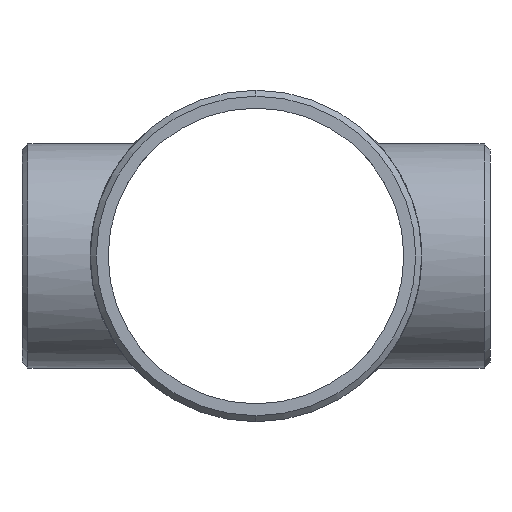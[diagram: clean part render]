
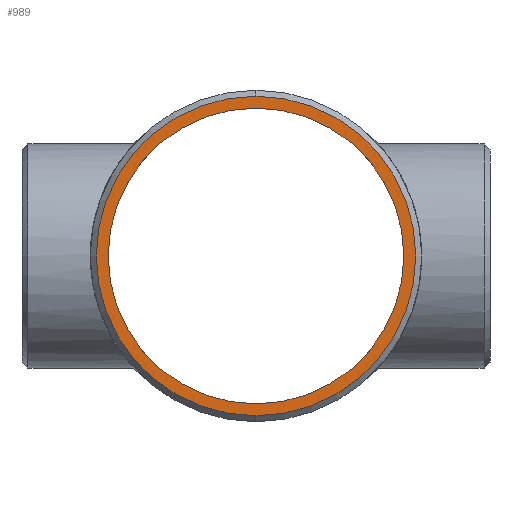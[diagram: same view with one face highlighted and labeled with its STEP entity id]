
A CAD part, left-side view. The second image highlights one B-rep face of the part: STEP entity #989.
In plain terms, the highlighted planar face has unit normal (-1, 0, 0).
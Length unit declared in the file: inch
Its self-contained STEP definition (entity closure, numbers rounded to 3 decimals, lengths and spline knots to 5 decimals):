
#8 = CARTESIAN_POINT ( 'NONE',  ( -10., 0., -5.687 ) ) ;
#134 = DIRECTION ( 'NONE',  ( 0., 0., 1. ) ) ;
#146 = CARTESIAN_POINT ( 'NONE',  ( -10., 0., 0. ) ) ;
#162 = AXIS2_PLACEMENT_3D ( 'NONE', #672, #1019, #222 ) ;
#222 = DIRECTION ( 'NONE',  ( 0., 0., 1. ) ) ;
#320 = EDGE_LOOP ( 'NONE', ( #999, #889 ) ) ;
#359 = DIRECTION ( 'NONE',  ( 1., 0., 0. ) ) ;
#377 = CIRCLE ( 'NONE', #162, 6.14567 ) ;
#388 = EDGE_CURVE ( 'NONE', #1008, #1488, #377, .T. ) ;
#470 = EDGE_LOOP ( 'NONE', ( #1364, #1386 ) ) ;
#483 = FACE_BOUND ( 'NONE', #470, .T. ) ;
#485 = DIRECTION ( 'NONE',  ( -1., 0., 0. ) ) ;
#530 = AXIS2_PLACEMENT_3D ( 'NONE', #839, #485, #953 ) ;
#538 = FACE_OUTER_BOUND ( 'NONE', #320, .T. ) ;
#555 = CARTESIAN_POINT ( 'NONE',  ( -10., 0., -6.14567 ) ) ;
#672 = CARTESIAN_POINT ( 'NONE',  ( -10., 0., 0. ) ) ;
#680 = EDGE_CURVE ( 'NONE', #1468, #901, #739, .T. ) ;
#739 = CIRCLE ( 'NONE', #1078, 5.687 ) ;
#826 = CARTESIAN_POINT ( 'NONE',  ( -10., 0., 0. ) ) ;
#839 = CARTESIAN_POINT ( 'NONE',  ( -10., 0., 0. ) ) ;
#843 = PLANE ( 'NONE',  #848 ) ;
#848 = AXIS2_PLACEMENT_3D ( 'NONE', #146, #1312, #1428 ) ;
#877 = CIRCLE ( 'NONE', #1314, 5.687 ) ;
#889 = ORIENTED_EDGE ( 'NONE', *, *, #1327, .T. ) ;
#901 = VERTEX_POINT ( 'NONE', #8 ) ;
#953 = DIRECTION ( 'NONE',  ( 0., 0., 1. ) ) ;
#989 = ADVANCED_FACE ( 'NONE', ( #538, #483 ), #843, .T. ) ;
#999 = ORIENTED_EDGE ( 'NONE', *, *, #388, .T. ) ;
#1008 = VERTEX_POINT ( 'NONE', #555 ) ;
#1019 = DIRECTION ( 'NONE',  ( -1., 0., 0. ) ) ;
#1053 = CARTESIAN_POINT ( 'NONE',  ( -10., 0., 5.687 ) ) ;
#1078 = AXIS2_PLACEMENT_3D ( 'NONE', #826, #1293, #134 ) ;
#1142 = DIRECTION ( 'NONE',  ( 0., 0., 1. ) ) ;
#1162 = CARTESIAN_POINT ( 'NONE',  ( -10., 0., 0. ) ) ;
#1231 = CIRCLE ( 'NONE', #530, 6.14567 ) ;
#1291 = CARTESIAN_POINT ( 'NONE',  ( -10., 0., 6.14567 ) ) ;
#1293 = DIRECTION ( 'NONE',  ( 1., 0., 0. ) ) ;
#1312 = DIRECTION ( 'NONE',  ( -1., 0., 0. ) ) ;
#1314 = AXIS2_PLACEMENT_3D ( 'NONE', #1162, #359, #1142 ) ;
#1327 = EDGE_CURVE ( 'NONE', #1488, #1008, #1231, .T. ) ;
#1364 = ORIENTED_EDGE ( 'NONE', *, *, #680, .T. ) ;
#1386 = ORIENTED_EDGE ( 'NONE', *, *, #1419, .T. ) ;
#1419 = EDGE_CURVE ( 'NONE', #901, #1468, #877, .T. ) ;
#1428 = DIRECTION ( 'NONE',  ( 0., 0., -1. ) ) ;
#1468 = VERTEX_POINT ( 'NONE', #1053 ) ;
#1488 = VERTEX_POINT ( 'NONE', #1291 ) ;
